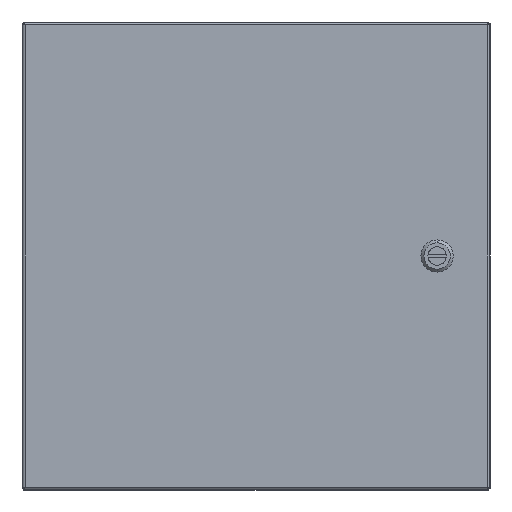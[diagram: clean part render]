
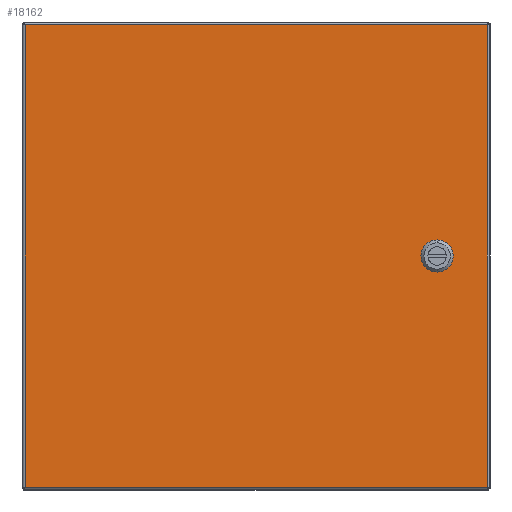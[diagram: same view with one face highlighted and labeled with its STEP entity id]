
A CAD part, front view. The second image highlights one B-rep face of the part: STEP entity #18162.
In plain terms, the highlighted planar face has unit normal (0, -1, 0).
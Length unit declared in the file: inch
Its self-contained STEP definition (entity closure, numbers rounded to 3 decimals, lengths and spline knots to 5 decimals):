
#304 = VERTEX_POINT ( 'NONE', #15290 ) ;
#327 = ORIENTED_EDGE ( 'NONE', *, *, #14086, .T. ) ;
#390 = VECTOR ( 'NONE', #4269, 39.37008 ) ;
#597 = CARTESIAN_POINT ( 'NONE',  ( 5.96, -6.821, 0.3955 ) ) ;
#774 = VERTEX_POINT ( 'NONE', #19097 ) ;
#1394 = EDGE_LOOP ( 'NONE', ( #16970, #14755, #15102, #10686, #327, #18474, #8489, #18641 ) ) ;
#1554 = DIRECTION ( 'NONE',  ( -0.707, 0., 0.707 ) ) ;
#1938 = LINE ( 'NONE', #3711, #8120 ) ;
#2542 = DIRECTION ( 'NONE',  ( 0., 0., 1. ) ) ;
#2651 = VECTOR ( 'NONE', #9582, 39.37008 ) ;
#2718 = CARTESIAN_POINT ( 'NONE',  ( -7.896, -6.821, -7.8985 ) ) ;
#3220 = CARTESIAN_POINT ( 'NONE',  ( 5.7955, -6.821, -0.231 ) ) ;
#3349 = CARTESIAN_POINT ( 'NONE',  ( -7.896, -6.821, -7.8985 ) ) ;
#3459 = FACE_OUTER_BOUND ( 'NONE', #8275, .T. ) ;
#3519 = CARTESIAN_POINT ( 'NONE',  ( 6.5865, -6.821, 0.231 ) ) ;
#3540 = CARTESIAN_POINT ( 'NONE',  ( 6.422, -6.821, 0.3955 ) ) ;
#3711 = CARTESIAN_POINT ( 'NONE',  ( 6.5865, -6.821, -0.231 ) ) ;
#3832 = CARTESIAN_POINT ( 'NONE',  ( -7.896, -6.821, -7.8985 ) ) ;
#4066 = EDGE_CURVE ( 'NONE', #8534, #16671, #14252, .T. ) ;
#4129 = LINE ( 'NONE', #13069, #21603 ) ;
#4269 = DIRECTION ( 'NONE',  ( 0.707, 0., 0.707 ) ) ;
#4387 = CARTESIAN_POINT ( 'NONE',  ( 7.901, -6.821, -7.8985 ) ) ;
#4746 = LINE ( 'NONE', #6520, #17088 ) ;
#4855 = DIRECTION ( 'NONE',  ( -1., 0., 0. ) ) ;
#5015 = PLANE ( 'NONE',  #18814 ) ;
#5274 = CARTESIAN_POINT ( 'NONE',  ( 6.422, -6.821, -0.3955 ) ) ;
#5828 = LINE ( 'NONE', #2718, #2651 ) ;
#6042 = DIRECTION ( 'NONE',  ( 0., 0., 1. ) ) ;
#6520 = CARTESIAN_POINT ( 'NONE',  ( 5.96, -6.821, -0.3955 ) ) ;
#6672 = DIRECTION ( 'NONE',  ( 0., 0., -1. ) ) ;
#7190 = LINE ( 'NONE', #9517, #11405 ) ;
#8120 = VECTOR ( 'NONE', #10588, 39.37008 ) ;
#8275 = EDGE_LOOP ( 'NONE', ( #10426, #9484, #14108, #17721 ) ) ;
#8433 = CARTESIAN_POINT ( 'NONE',  ( 6.422, -6.821, 0.3955 ) ) ;
#8489 = ORIENTED_EDGE ( 'NONE', *, *, #19630, .T. ) ;
#8534 = VERTEX_POINT ( 'NONE', #12005 ) ;
#8852 = DIRECTION ( 'NONE',  ( 1., 0., 0. ) ) ;
#9060 = EDGE_CURVE ( 'NONE', #12826, #304, #18048, .T. ) ;
#9153 = DIRECTION ( 'NONE',  ( 1., 0., 0. ) ) ;
#9168 = VECTOR ( 'NONE', #9153, 39.37008 ) ;
#9259 = CARTESIAN_POINT ( 'NONE',  ( 5.96, -6.821, -0.3955 ) ) ;
#9378 = EDGE_CURVE ( 'NONE', #20428, #19549, #16850, .T. ) ;
#9484 = ORIENTED_EDGE ( 'NONE', *, *, #9060, .T. ) ;
#9517 = CARTESIAN_POINT ( 'NONE',  ( 5.7955, -6.821, 0.231 ) ) ;
#9582 = DIRECTION ( 'NONE',  ( 0., 0., -1. ) ) ;
#9745 = DIRECTION ( 'NONE',  ( -1., 0., 0. ) ) ;
#9878 = CARTESIAN_POINT ( 'NONE',  ( 6.422, -6.821, 0.3955 ) ) ;
#10223 = VERTEX_POINT ( 'NONE', #5274 ) ;
#10287 = CARTESIAN_POINT ( 'NONE',  ( 5.96, -6.821, 0.3955 ) ) ;
#10426 = ORIENTED_EDGE ( 'NONE', *, *, #21098, .T. ) ;
#10588 = DIRECTION ( 'NONE',  ( -0.707, 0., -0.707 ) ) ;
#10686 = ORIENTED_EDGE ( 'NONE', *, *, #9378, .T. ) ;
#10769 = VERTEX_POINT ( 'NONE', #19833 ) ;
#11194 = CARTESIAN_POINT ( 'NONE',  ( -7.896, -6.821, 7.8985 ) ) ;
#11252 = LINE ( 'NONE', #4387, #16438 ) ;
#11405 = VECTOR ( 'NONE', #2542, 39.37008 ) ;
#12005 = CARTESIAN_POINT ( 'NONE',  ( -7.896, -6.821, -7.8985 ) ) ;
#12826 = VERTEX_POINT ( 'NONE', #20508 ) ;
#13069 = CARTESIAN_POINT ( 'NONE',  ( 6.5865, -6.821, -0.231 ) ) ;
#13622 = EDGE_CURVE ( 'NONE', #774, #10223, #1938, .T. ) ;
#14086 = EDGE_CURVE ( 'NONE', #19549, #774, #4129, .T. ) ;
#14108 = ORIENTED_EDGE ( 'NONE', *, *, #21046, .T. ) ;
#14252 = LINE ( 'NONE', #3832, #9168 ) ;
#14709 = VERTEX_POINT ( 'NONE', #9259 ) ;
#14755 = ORIENTED_EDGE ( 'NONE', *, *, #15670, .T. ) ;
#15102 = ORIENTED_EDGE ( 'NONE', *, *, #18645, .T. ) ;
#15125 = VERTEX_POINT ( 'NONE', #15978 ) ;
#15192 = DIRECTION ( 'NONE',  ( 0.707, 0., -0.707 ) ) ;
#15290 = CARTESIAN_POINT ( 'NONE',  ( -7.896, -6.821, 7.8985 ) ) ;
#15670 = EDGE_CURVE ( 'NONE', #15125, #19651, #15794, .T. ) ;
#15794 = LINE ( 'NONE', #597, #390 ) ;
#15978 = CARTESIAN_POINT ( 'NONE',  ( 5.7955, -6.821, 0.231 ) ) ;
#16438 = VECTOR ( 'NONE', #6042, 39.37008 ) ;
#16671 = VERTEX_POINT ( 'NONE', #20035 ) ;
#16850 = LINE ( 'NONE', #8433, #19327 ) ;
#16970 = ORIENTED_EDGE ( 'NONE', *, *, #18667, .T. ) ;
#17088 = VECTOR ( 'NONE', #4855, 39.37008 ) ;
#17268 = LINE ( 'NONE', #3540, #17414 ) ;
#17414 = VECTOR ( 'NONE', #8852, 39.37008 ) ;
#17634 = DIRECTION ( 'NONE',  ( 0., 0., -1. ) ) ;
#17721 = ORIENTED_EDGE ( 'NONE', *, *, #4066, .T. ) ;
#18048 = LINE ( 'NONE', #11194, #20720 ) ;
#18162 = ADVANCED_FACE ( 'NONE', ( #3459, #18305 ), #5015, .T. ) ;
#18305 = FACE_BOUND ( 'NONE', #1394, .T. ) ;
#18394 = LINE ( 'NONE', #3220, #18543 ) ;
#18474 = ORIENTED_EDGE ( 'NONE', *, *, #13622, .T. ) ;
#18543 = VECTOR ( 'NONE', #1554, 39.37008 ) ;
#18641 = ORIENTED_EDGE ( 'NONE', *, *, #20488, .T. ) ;
#18645 = EDGE_CURVE ( 'NONE', #19651, #20428, #17268, .T. ) ;
#18667 = EDGE_CURVE ( 'NONE', #10769, #15125, #7190, .T. ) ;
#18814 = AXIS2_PLACEMENT_3D ( 'NONE', #3349, #19989, #6672 ) ;
#19097 = CARTESIAN_POINT ( 'NONE',  ( 6.5865, -6.821, -0.231 ) ) ;
#19327 = VECTOR ( 'NONE', #15192, 39.37008 ) ;
#19549 = VERTEX_POINT ( 'NONE', #3519 ) ;
#19630 = EDGE_CURVE ( 'NONE', #10223, #14709, #4746, .T. ) ;
#19651 = VERTEX_POINT ( 'NONE', #10287 ) ;
#19833 = CARTESIAN_POINT ( 'NONE',  ( 5.7955, -6.821, -0.231 ) ) ;
#19989 = DIRECTION ( 'NONE',  ( 0., -1., 0. ) ) ;
#20035 = CARTESIAN_POINT ( 'NONE',  ( 7.901, -6.821, -7.8985 ) ) ;
#20428 = VERTEX_POINT ( 'NONE', #9878 ) ;
#20488 = EDGE_CURVE ( 'NONE', #14709, #10769, #18394, .T. ) ;
#20508 = CARTESIAN_POINT ( 'NONE',  ( 7.901, -6.821, 7.8985 ) ) ;
#20720 = VECTOR ( 'NONE', #9745, 39.37008 ) ;
#21046 = EDGE_CURVE ( 'NONE', #304, #8534, #5828, .T. ) ;
#21098 = EDGE_CURVE ( 'NONE', #16671, #12826, #11252, .T. ) ;
#21603 = VECTOR ( 'NONE', #17634, 39.37008 ) ;
